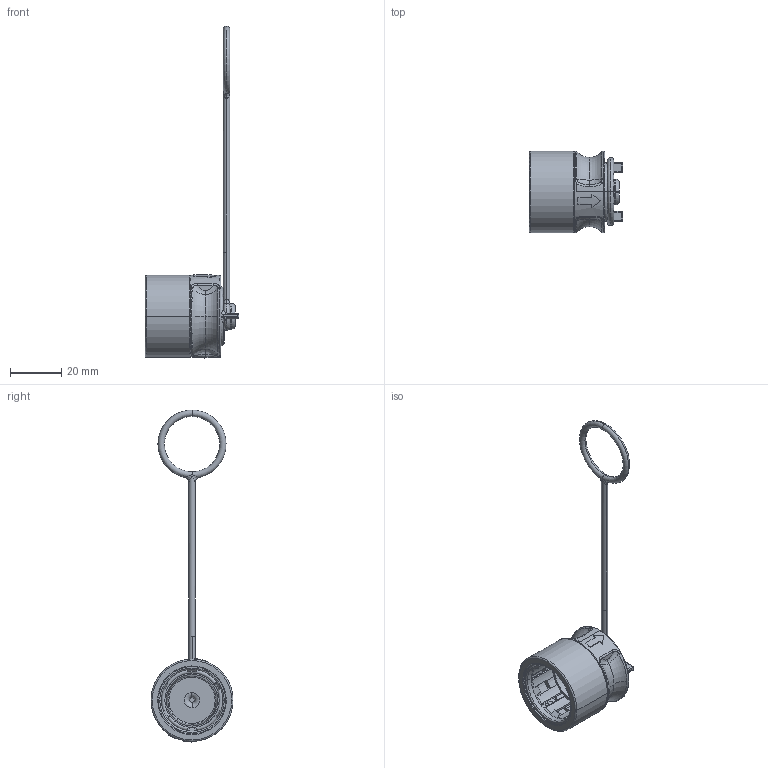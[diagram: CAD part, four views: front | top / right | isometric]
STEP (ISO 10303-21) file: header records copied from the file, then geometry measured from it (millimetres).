
FILE_DESCRIPTION(('STEP AP242'),'1');
FILE_NAME('pxp6083.stp','2023-06-20T13:58:00',('TraceParts'),('TraceParts S.A.'),'Spatial InterOp 3D',' ',' ');
FILE_SCHEMA(('AP242_MANAGED_MODEL_BASED_3D_ENGINEERING_MIM_LF {1 0 10303 442 1 1 4}'));
Length unit declared in the file: millimetre
Products named in the file (1): pxp6083
Bounding box: 36.5 x 32 x 129.6 mm (x, y, z)
Volume: 11080.3 mm3; surface area: 14746.5 mm2
Topology: 1 solids, 1 shells, 559 faces, 1447 edges, 897 vertices
Faces by surface type: cylinder 174, plane 174, torus 139, bspline 52, sphere 10, cone 10
Entity records: 21032 total; most frequent: CARTESIAN_POINT 7623, ORIENTED_EDGE 2894, DIRECTION 2800, EDGE_CURVE 1447, AXIS2_PLACEMENT_3D 1131, VERTEX_POINT 897, CIRCLE 623, EDGE_LOOP 582
